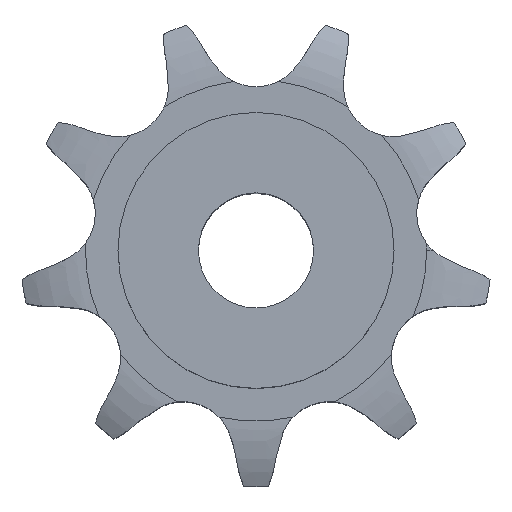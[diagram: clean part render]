
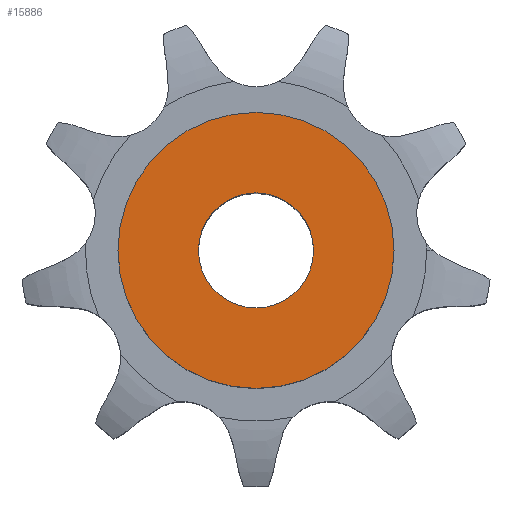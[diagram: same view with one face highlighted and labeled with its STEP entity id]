
A CAD part, top view. The second image highlights one B-rep face of the part: STEP entity #15886.
In plain terms, the highlighted planar face has unit normal (0, 0, 1).
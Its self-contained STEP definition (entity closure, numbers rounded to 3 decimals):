
#8592 = CYLINDRICAL_SURFACE('',#8593,5.);
#8593 = AXIS2_PLACEMENT_3D('',#8594,#8595,#8596);
#8594 = CARTESIAN_POINT('',(0.,0.,80.978));
#8595 = DIRECTION('',(0.,0.,1.));
#8596 = DIRECTION('',(1.,0.,0.));
#10849 = EDGE_CURVE('',#10850,#10850,#10852,.T.);
#10850 = VERTEX_POINT('',#10851);
#10851 = CARTESIAN_POINT('',(5.,0.,32.));
#10852 = SURFACE_CURVE('',#10853,(#10858,#10865),.PCURVE_S1.);
#10853 = CIRCLE('',#10854,5.);
#10854 = AXIS2_PLACEMENT_3D('',#10855,#10856,#10857);
#10855 = CARTESIAN_POINT('',(0.,0.,32.));
#10856 = DIRECTION('',(0.,0.,1.));
#10857 = DIRECTION('',(1.,0.,0.));
#10858 = PCURVE('',#8592,#10859);
#10859 = DEFINITIONAL_REPRESENTATION('',(#10860),#10864);
#10860 = LINE('',#10861,#10862);
#10861 = CARTESIAN_POINT('',(0.,-48.978));
#10862 = VECTOR('',#10863,1.);
#10863 = DIRECTION('',(1.,0.));
#10864 = ( GEOMETRIC_REPRESENTATION_CONTEXT(2) 
PARAMETRIC_REPRESENTATION_CONTEXT() REPRESENTATION_CONTEXT('2D SPACE',''
  ) );
#10865 = PCURVE('',#10866,#10871);
#10866 = PLANE('',#10867);
#10867 = AXIS2_PLACEMENT_3D('',#10868,#10869,#10870);
#10868 = CARTESIAN_POINT('',(0.,0.,32.)
  );
#10869 = DIRECTION('',(0.,0.,1.));
#10870 = DIRECTION('',(1.,0.,0.));
#10871 = DEFINITIONAL_REPRESENTATION('',(#10872),#10876);
#10872 = CIRCLE('',#10873,5.);
#10873 = AXIS2_PLACEMENT_2D('',#10874,#10875);
#10874 = CARTESIAN_POINT('',(0.,0.));
#10875 = DIRECTION('',(1.,0.));
#10876 = ( GEOMETRIC_REPRESENTATION_CONTEXT(2) 
PARAMETRIC_REPRESENTATION_CONTEXT() REPRESENTATION_CONTEXT('2D SPACE',''
  ) );
#15886 = ADVANCED_FACE('',(#15887,#15918),#10866,.T.);
#15887 = FACE_BOUND('',#15888,.T.);
#15888 = EDGE_LOOP('',(#15889));
#15889 = ORIENTED_EDGE('',*,*,#15890,.T.);
#15890 = EDGE_CURVE('',#15891,#15891,#15893,.T.);
#15891 = VERTEX_POINT('',#15892);
#15892 = CARTESIAN_POINT('',(12.,0.,32.));
#15893 = SURFACE_CURVE('',#15894,(#15899,#15906),.PCURVE_S1.);
#15894 = CIRCLE('',#15895,12.);
#15895 = AXIS2_PLACEMENT_3D('',#15896,#15897,#15898);
#15896 = CARTESIAN_POINT('',(0.,0.,32.));
#15897 = DIRECTION('',(0.,0.,1.));
#15898 = DIRECTION('',(1.,0.,0.));
#15899 = PCURVE('',#10866,#15900);
#15900 = DEFINITIONAL_REPRESENTATION('',(#15901),#15905);
#15901 = CIRCLE('',#15902,12.);
#15902 = AXIS2_PLACEMENT_2D('',#15903,#15904);
#15903 = CARTESIAN_POINT('',(0.,0.));
#15904 = DIRECTION('',(1.,0.));
#15905 = ( GEOMETRIC_REPRESENTATION_CONTEXT(2) 
PARAMETRIC_REPRESENTATION_CONTEXT() REPRESENTATION_CONTEXT('2D SPACE',''
  ) );
#15906 = PCURVE('',#15907,#15912);
#15907 = CYLINDRICAL_SURFACE('',#15908,12.);
#15908 = AXIS2_PLACEMENT_3D('',#15909,#15910,#15911);
#15909 = CARTESIAN_POINT('',(0.,0.,0.));
#15910 = DIRECTION('',(-0.,-0.,-1.));
#15911 = DIRECTION('',(1.,0.,0.));
#15912 = DEFINITIONAL_REPRESENTATION('',(#15913),#15917);
#15913 = LINE('',#15914,#15915);
#15914 = CARTESIAN_POINT('',(-0.,-32.));
#15915 = VECTOR('',#15916,1.);
#15916 = DIRECTION('',(-1.,0.));
#15917 = ( GEOMETRIC_REPRESENTATION_CONTEXT(2) 
PARAMETRIC_REPRESENTATION_CONTEXT() REPRESENTATION_CONTEXT('2D SPACE',''
  ) );
#15918 = FACE_BOUND('',#15919,.T.);
#15919 = EDGE_LOOP('',(#15920));
#15920 = ORIENTED_EDGE('',*,*,#10849,.F.);
